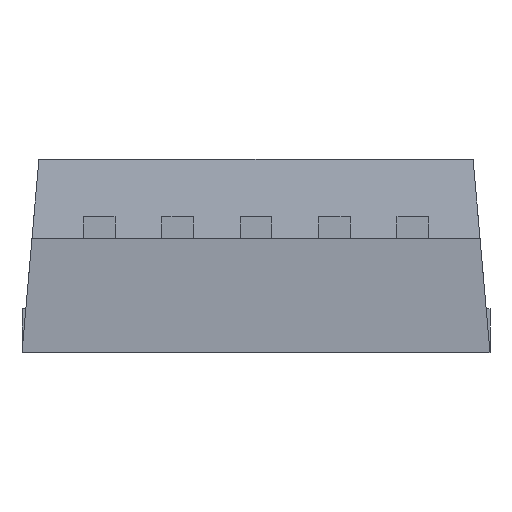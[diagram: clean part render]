
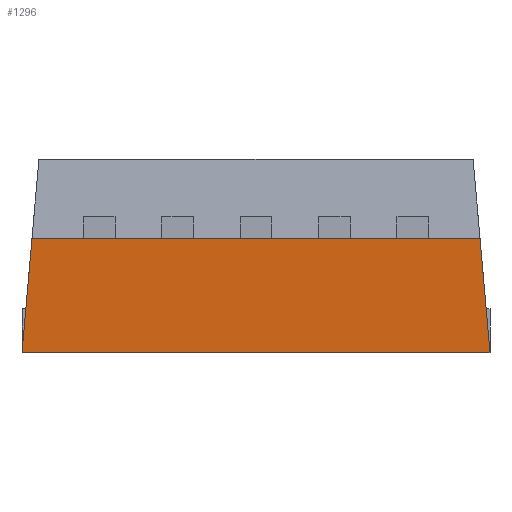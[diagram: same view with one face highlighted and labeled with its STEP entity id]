
A CAD part, front view. The second image highlights one B-rep face of the part: STEP entity #1296.
In plain terms, the highlighted planar face has unit normal (0, -0.998, -0.07).
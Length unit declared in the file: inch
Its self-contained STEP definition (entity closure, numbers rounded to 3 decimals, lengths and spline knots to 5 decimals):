
#12 = LINE ( 'NONE', #1241, #571 ) ;
#111 = EDGE_LOOP ( 'NONE', ( #1523, #327, #1440, #737 ) ) ;
#242 = EDGE_CURVE ( 'NONE', #534, #372, #12, .T. ) ;
#299 = PLANE ( 'NONE',  #979 ) ;
#327 = ORIENTED_EDGE ( 'NONE', *, *, #242, .T. ) ;
#372 = VERTEX_POINT ( 'NONE', #425 ) ;
#385 = VECTOR ( 'NONE', #1643, 39.37008 ) ;
#425 = CARTESIAN_POINT ( 'NONE',  ( -0.2, 0.00682, -0.10675 ) ) ;
#438 = DIRECTION ( 'NONE',  ( 1., 0., 0. ) ) ;
#462 = DIRECTION ( 'NONE',  ( 0., -0.998, -0.07 ) ) ;
#528 = DIRECTION ( 'NONE',  ( 1., 0., 0. ) ) ;
#534 = VERTEX_POINT ( 'NONE', #791 ) ;
#571 = VECTOR ( 'NONE', #1619, 39.37008 ) ;
#737 = ORIENTED_EDGE ( 'NONE', *, *, #1747, .T. ) ;
#791 = CARTESIAN_POINT ( 'NONE',  ( -0.19147, 0., -0.00925 ) ) ;
#922 = VERTEX_POINT ( 'NONE', #1226 ) ;
#979 = AXIS2_PLACEMENT_3D ( 'NONE', #1022, #462, #1484 ) ;
#1022 = CARTESIAN_POINT ( 'NONE',  ( -0.2, -0.00064, -0.00005 ) ) ;
#1045 = FACE_OUTER_BOUND ( 'NONE', #111, .T. ) ;
#1049 = CARTESIAN_POINT ( 'NONE',  ( 0.18771, -0.003, 0.03371 ) ) ;
#1065 = EDGE_CURVE ( 'NONE', #534, #922, #1703, .T. ) ;
#1141 = EDGE_CURVE ( 'NONE', #372, #1389, #1379, .T. ) ;
#1155 = LINE ( 'NONE', #1049, #385 ) ;
#1226 = CARTESIAN_POINT ( 'NONE',  ( 0.19147, 0., -0.00925 ) ) ;
#1241 = CARTESIAN_POINT ( 'NONE',  ( -0.19074, -0.00059, -0.00085 ) ) ;
#1296 = ADVANCED_FACE ( 'NONE', ( #1045 ), #299, .T. ) ;
#1309 = VECTOR ( 'NONE', #528, 39.37008 ) ;
#1379 = LINE ( 'NONE', #1461, #1403 ) ;
#1389 = VERTEX_POINT ( 'NONE', #1787 ) ;
#1403 = VECTOR ( 'NONE', #438, 39.37008 ) ;
#1440 = ORIENTED_EDGE ( 'NONE', *, *, #1141, .T. ) ;
#1461 = CARTESIAN_POINT ( 'NONE',  ( -0.2, 0.00682, -0.10675 ) ) ;
#1484 = DIRECTION ( 'NONE',  ( 0., 0.07, -0.998 ) ) ;
#1523 = ORIENTED_EDGE ( 'NONE', *, *, #1065, .F. ) ;
#1575 = CARTESIAN_POINT ( 'NONE',  ( -0.2, 0., -0.00925 ) ) ;
#1619 = DIRECTION ( 'NONE',  ( -0.087, 0.069, -0.994 ) ) ;
#1643 = DIRECTION ( 'NONE',  ( -0.087, -0.069, 0.994 ) ) ;
#1703 = LINE ( 'NONE', #1575, #1309 ) ;
#1747 = EDGE_CURVE ( 'NONE', #1389, #922, #1155, .T. ) ;
#1787 = CARTESIAN_POINT ( 'NONE',  ( 0.2, 0.00682, -0.10675 ) ) ;
